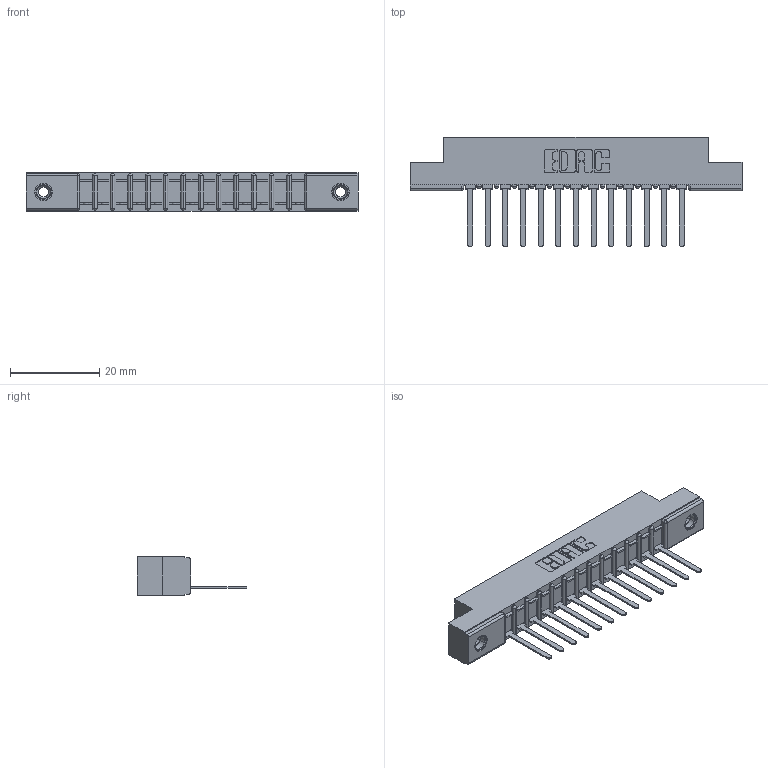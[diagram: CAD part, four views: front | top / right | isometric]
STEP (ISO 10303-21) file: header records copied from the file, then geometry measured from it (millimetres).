
FILE_DESCRIPTION (( 'STEP AP203' ), '1' );
FILE_NAME ('307-013-541-108.STEP', '2019-09-04T20:12:59', ( '' ), ( '' ), 'SwSTEP 2.0', 'SolidWorks 2016', '' );
FILE_SCHEMA (( 'CONFIG_CONTROL_DESIGN' ));
Length unit declared in the file: inch
Products named in the file (4): 307-290-002_541; 345-250-001_345-250-003-102; 307 Part_.156 Dia Mounting Holes; 307-013-541-108
Assembly tree (16 placements, depth 2):
  307-013-541-108
    307 Part_.156 Dia Mounting Holes
    307-290-002_541  x13
    345-250-001_345-250-003-102  x2
Bounding box: 74.52 x 24.59 x 8.71 mm (x, y, z)
Volume: 4945.4 mm3; surface area: 8734.6 mm2
Topology: 16 solids, 16 shells, 1154 faces, 3475 edges, 2270 vertices
Faces by surface type: plane 687, cylinder 423, sphere 28, cone 12, torus 4
Entity records: 16623 total; most frequent: CARTESIAN_POINT 2779, ORIENTED_EDGE 2762, DIRECTION 2723, EDGE_CURVE 1381, VECTOR 1043, LINE 1043, VERTEX_POINT 896, AXIS2_PLACEMENT_3D 840
